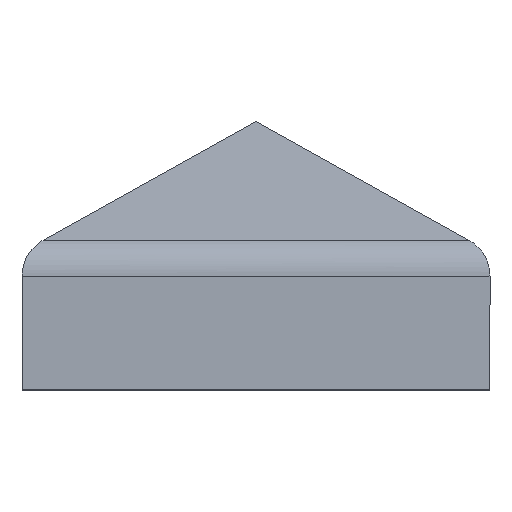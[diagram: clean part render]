
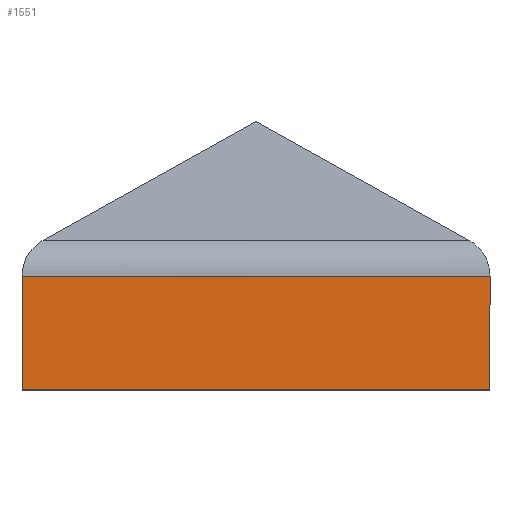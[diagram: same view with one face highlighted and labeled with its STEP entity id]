
A CAD part, top view. The second image highlights one B-rep face of the part: STEP entity #1551.
In plain terms, the highlighted planar face has unit normal (0, 0, 1).
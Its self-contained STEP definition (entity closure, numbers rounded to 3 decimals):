
#564 = VERTEX_POINT ( 'NONE', #9040 ) ;
#866 = VERTEX_POINT ( 'NONE', #9838 ) ;
#1454 = FACE_OUTER_BOUND ( 'NONE', #2226, .T. ) ;
#1492 = LINE ( 'NONE', #11661, #7747 ) ;
#1549 = CARTESIAN_POINT ( 'NONE',  ( -17., 0., 17. ) ) ;
#1551 = ADVANCED_FACE ( 'NONE', ( #1454 ), #1683, .F. ) ;
#1683 = PLANE ( 'NONE',  #4880 ) ;
#1859 = EDGE_CURVE ( 'NONE', #5091, #4927, #6483, .T. ) ;
#2076 = VECTOR ( 'NONE', #9285, 1000. ) ;
#2226 = EDGE_LOOP ( 'NONE', ( #3131, #10393, #12267, #11030 ) ) ;
#2663 = DIRECTION ( 'NONE',  ( -1., 0., 0. ) ) ;
#3131 = ORIENTED_EDGE ( 'NONE', *, *, #3283, .F. ) ;
#3144 = EDGE_CURVE ( 'NONE', #564, #5091, #1492, .T. ) ;
#3283 = EDGE_CURVE ( 'NONE', #564, #866, #8050, .T. ) ;
#4880 = AXIS2_PLACEMENT_3D ( 'NONE', #8346, #8505, #2663 ) ;
#4927 = VERTEX_POINT ( 'NONE', #11490 ) ;
#5091 = VERTEX_POINT ( 'NONE', #1549 ) ;
#5354 = DIRECTION ( 'NONE',  ( 1., 0., 0. ) ) ;
#6483 = LINE ( 'NONE', #11109, #9948 ) ;
#6716 = CARTESIAN_POINT ( 'NONE',  ( -17., 8.241, 17. ) ) ;
#7747 = VECTOR ( 'NONE', #9784, 1000. ) ;
#7863 = EDGE_CURVE ( 'NONE', #866, #4927, #12059, .T. ) ;
#8050 = LINE ( 'NONE', #6716, #2076 ) ;
#8346 = CARTESIAN_POINT ( 'NONE',  ( -17., 25., 17. ) ) ;
#8505 = DIRECTION ( 'NONE',  ( 0., 0., -1. ) ) ;
#8950 = CARTESIAN_POINT ( 'NONE',  ( 17., 25., 17. ) ) ;
#8957 = VECTOR ( 'NONE', #9847, 1000. ) ;
#9040 = CARTESIAN_POINT ( 'NONE',  ( -17., 8.241, 17. ) ) ;
#9285 = DIRECTION ( 'NONE',  ( 1., 0., 0. ) ) ;
#9784 = DIRECTION ( 'NONE',  ( 0., -1., 0. ) ) ;
#9838 = CARTESIAN_POINT ( 'NONE',  ( 17., 8.241, 17. ) ) ;
#9847 = DIRECTION ( 'NONE',  ( 0., -1., 0. ) ) ;
#9948 = VECTOR ( 'NONE', #5354, 1000. ) ;
#10393 = ORIENTED_EDGE ( 'NONE', *, *, #3144, .T. ) ;
#11030 = ORIENTED_EDGE ( 'NONE', *, *, #7863, .F. ) ;
#11109 = CARTESIAN_POINT ( 'NONE',  ( -17., 0., 17. ) ) ;
#11490 = CARTESIAN_POINT ( 'NONE',  ( 17., 0., 17. ) ) ;
#11661 = CARTESIAN_POINT ( 'NONE',  ( -17., 25., 17. ) ) ;
#12059 = LINE ( 'NONE', #8950, #8957 ) ;
#12267 = ORIENTED_EDGE ( 'NONE', *, *, #1859, .T. ) ;
